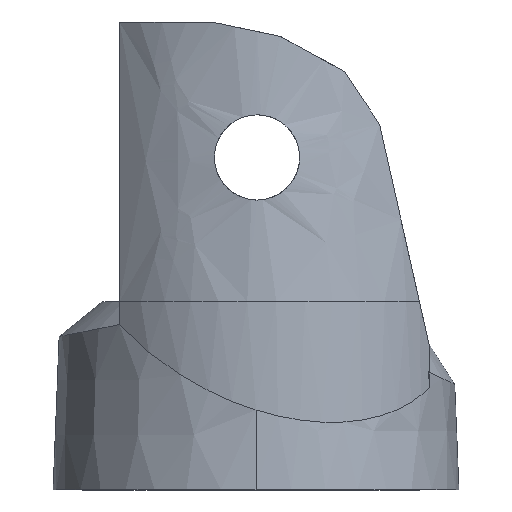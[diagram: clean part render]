
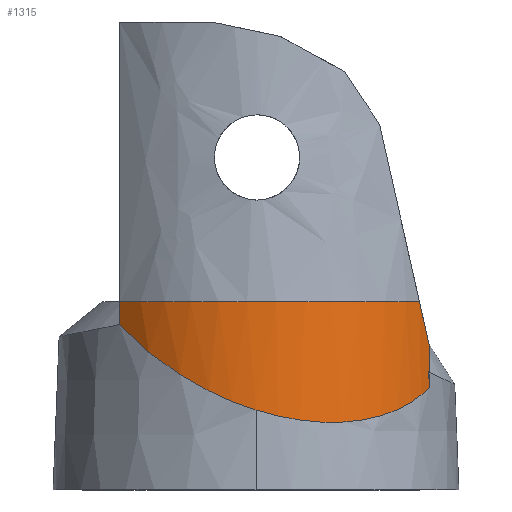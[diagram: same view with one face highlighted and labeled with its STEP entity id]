
A CAD part, left-side view. The second image highlights one B-rep face of the part: STEP entity #1315.
In plain terms, the highlighted cylindrical face has radius 7.17 mm (diameter 14.341 mm), a partial arc.
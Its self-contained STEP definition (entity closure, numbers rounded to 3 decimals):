
#10 = ORIENTED_EDGE ( 'NONE', *, *, #1265, .T. ) ;
#39 = CARTESIAN_POINT ( 'NONE',  ( 3.989, 29.832, 3.78 ) ) ;
#43 = VECTOR ( 'NONE', #313, 1000. ) ;
#61 = DIRECTION ( 'NONE',  ( -1., 0., 0. ) ) ;
#67 = AXIS2_PLACEMENT_3D ( 'NONE', #615, #353, #498 ) ;
#110 = ORIENTED_EDGE ( 'NONE', *, *, #1021, .T. ) ;
#152 = ORIENTED_EDGE ( 'NONE', *, *, #1254, .F. ) ;
#155 = CARTESIAN_POINT ( 'NONE',  ( 4.141, 30.27, 6.968 ) ) ;
#183 = B_SPLINE_CURVE_WITH_KNOTS ( 'NONE', 3,
 ( #478, #1307, #596, #717, #1181, #950, #1060, #707, #1438, #824, #799, #1321, #1303, #932, #1563, #332, #592, #1559 ),
 .UNSPECIFIED., .F., .F.,
 ( 4, 2, 2, 2, 2, 2, 2, 2, 4 ),
 ( 0.006, 0.007, 0.008, 0.009, 0.01, 0.011, 0.012, 0.013, 0.014 ),
 .UNSPECIFIED. ) ;
#188 = EDGE_CURVE ( 'NONE', #1282, #1134, #921, .T. ) ;
#208 = CARTESIAN_POINT ( 'NONE',  ( 10.86, 27.765, -0.002 ) ) ;
#228 = VERTEX_POINT ( 'NONE', #1562 ) ;
#269 = VERTEX_POINT ( 'NONE', #972 ) ;
#284 = ORIENTED_EDGE ( 'NONE', *, *, #743, .F. ) ;
#306 = CARTESIAN_POINT ( 'NONE',  ( 7.471, 21.446, -0.002 ) ) ;
#313 = DIRECTION ( 'NONE',  ( 0., 0., 1. ) ) ;
#332 = CARTESIAN_POINT ( 'NONE',  ( 6.944, 21.75, 3.507 ) ) ;
#347 = VERTEX_POINT ( 'NONE', #502 ) ;
#353 = DIRECTION ( 'NONE',  ( 0., 0., 1. ) ) ;
#359 = CARTESIAN_POINT ( 'NONE',  ( 6.86, 21.814, 6.968 ) ) ;
#378 = B_SPLINE_CURVE_WITH_KNOTS ( 'NONE', 3,
 ( #359, #620, #1102, #1583 ),
 .UNSPECIFIED., .F., .F.,
 ( 4, 4 ),
 ( 0.47, 1. ),
 .UNSPECIFIED. ) ;
#382 = CARTESIAN_POINT ( 'NONE',  ( 3.69, 27.853, 2.957 ) ) ;
#434 = CARTESIAN_POINT ( 'NONE',  ( 4.143, 30.287, 4.033 ) ) ;
#438 = EDGE_CURVE ( 'NONE', #1248, #871, #779, .T. ) ;
#450 = DIRECTION ( 'NONE',  ( 1., 0., 0. ) ) ;
#451 = EDGE_CURVE ( 'NONE', #269, #871, #1015, .T. ) ;
#468 = EDGE_LOOP ( 'NONE', ( #1343, #644, #811, #152, #284, #1262, #698, #110, #10 ) ) ;
#478 = CARTESIAN_POINT ( 'NONE',  ( 3.69, 27.853, 2.957 ) ) ;
#498 = DIRECTION ( 'NONE',  ( -1., 0., 0. ) ) ;
#502 = CARTESIAN_POINT ( 'NONE',  ( 5.858, 32.903, 6.116 ) ) ;
#574 = CARTESIAN_POINT ( 'NONE',  ( 3.693, 28.112, 3.038 ) ) ;
#580 = CARTESIAN_POINT ( 'NONE',  ( 7.471, 21.446, 5.329 ) ) ;
#583 = CARTESIAN_POINT ( 'NONE',  ( 6.86, 21.814, 6.968 ) ) ;
#592 = CARTESIAN_POINT ( 'NONE',  ( 7.207, 21.588, 3.652 ) ) ;
#596 = CARTESIAN_POINT ( 'NONE',  ( 3.703, 27.208, 2.771 ) ) ;
#615 = CARTESIAN_POINT ( 'NONE',  ( 10.86, 27.765, 6.968 ) ) ;
#616 = EDGE_CURVE ( 'NONE', #269, #920, #378, .T. ) ;
#620 = CARTESIAN_POINT ( 'NONE',  ( 6.637, 21.964, 6.968 ) ) ;
#644 = ORIENTED_EDGE ( 'NONE', *, *, #451, .F. ) ;
#676 = CARTESIAN_POINT ( 'NONE',  ( 4.521, 31.151, 4.578 ) ) ;
#698 = ORIENTED_EDGE ( 'NONE', *, *, #899, .F. ) ;
#707 = CARTESIAN_POINT ( 'NONE',  ( 4.396, 24.643, 2.504 ) ) ;
#710 = AXIS2_PLACEMENT_3D ( 'NONE', #1327, #1081, #61 ) ;
#717 = CARTESIAN_POINT ( 'NONE',  ( 3.784, 26.555, 2.633 ) ) ;
#743 = EDGE_CURVE ( 'NONE', #1134, #228, #1481, .T. ) ;
#774 = CYLINDRICAL_SURFACE ( 'NONE', #794, 7.17 ) ;
#777 = CIRCLE ( 'NONE', #710, 7.17 ) ;
#779 = LINE ( 'NONE', #306, #43 ) ;
#792 = CARTESIAN_POINT ( 'NONE',  ( 3.71, 28.371, 3.129 ) ) ;
#794 = AXIS2_PLACEMENT_3D ( 'NONE', #208, #1168, #450 ) ;
#799 = CARTESIAN_POINT ( 'NONE',  ( 5.089, 23.496, 2.667 ) ) ;
#800 = CARTESIAN_POINT ( 'NONE',  ( 4.749, 31.543, 4.868 ) ) ;
#811 = ORIENTED_EDGE ( 'NONE', *, *, #616, .T. ) ;
#824 = CARTESIAN_POINT ( 'NONE',  ( 4.899, 23.766, 2.609 ) ) ;
#837 = CARTESIAN_POINT ( 'NONE',  ( 5.858, 32.903, 6.968 ) ) ;
#871 = VERTEX_POINT ( 'NONE', #1141 ) ;
#899 = EDGE_CURVE ( 'NONE', #347, #1282, #1259, .T. ) ;
#908 = CARTESIAN_POINT ( 'NONE',  ( 3.771, 28.875, 3.327 ) ) ;
#915 = CARTESIAN_POINT ( 'NONE',  ( 3.923, 29.598, 3.66 ) ) ;
#920 = VERTEX_POINT ( 'NONE', #1396 ) ;
#921 = CIRCLE ( 'NONE', #67, 7.17 ) ;
#932 = CARTESIAN_POINT ( 'NONE',  ( 6.196, 22.31, 3.124 ) ) ;
#950 = CARTESIAN_POINT ( 'NONE',  ( 4.023, 25.576, 2.512 ) ) ;
#972 = CARTESIAN_POINT ( 'NONE',  ( 6.86, 21.814, 6.968 ) ) ;
#1015 =( BOUNDED_CURVE ( )  B_SPLINE_CURVE ( 3, ( #583, #1401, #1054, #580 ),
 .UNSPECIFIED., .F., .T. ) 
 B_SPLINE_CURVE_WITH_KNOTS ( ( 4, 4 ),
 ( 2.55, 2.649 ),
 .UNSPECIFIED. ) 
 CURVE ( )  GEOMETRIC_REPRESENTATION_ITEM ( )  RATIONAL_B_SPLINE_CURVE ( ( 1., 0.999, 0.999, 1. ) ) 
 REPRESENTATION_ITEM ( '' )  );
#1021 = EDGE_CURVE ( 'NONE', #347, #1498, #1233, .T. ) ;
#1054 = CARTESIAN_POINT ( 'NONE',  ( 7.261, 21.559, 5.83 ) ) ;
#1060 = CARTESIAN_POINT ( 'NONE',  ( 4.133, 25.261, 2.497 ) ) ;
#1081 = DIRECTION ( 'NONE',  ( 0., 0., 1. ) ) ;
#1102 = CARTESIAN_POINT ( 'NONE',  ( 6.423, 22.126, 6.968 ) ) ;
#1129 = CARTESIAN_POINT ( 'NONE',  ( 5.858, 32.903, -0.002 ) ) ;
#1134 = VERTEX_POINT ( 'NONE', #155 ) ;
#1141 = CARTESIAN_POINT ( 'NONE',  ( 7.471, 21.446, 5.329 ) ) ;
#1150 = CARTESIAN_POINT ( 'NONE',  ( 4.231, 30.51, 4.166 ) ) ;
#1168 = DIRECTION ( 'NONE',  ( 0., 0., 1. ) ) ;
#1181 = CARTESIAN_POINT ( 'NONE',  ( 3.849, 26.223, 2.58 ) ) ;
#1205 = DIRECTION ( 'NONE',  ( 0., 0., 1. ) ) ;
#1221 = CARTESIAN_POINT ( 'NONE',  ( 10.86, 27.765, 6.968 ) ) ;
#1233 = B_SPLINE_CURVE_WITH_KNOTS ( 'NONE', 3,
 ( #1263, #1511, #1289, #800, #676, #1150, #434, #39, #915, #1402, #908, #792, #574, #1409 ),
 .UNSPECIFIED., .F., .F.,
 ( 4, 2, 2, 2, 2, 2, 4 ),
 ( 0., 0.002, 0.003, 0.004, 0.005, 0.006, 0.006 ),
 .UNSPECIFIED. ) ;
#1248 = VERTEX_POINT ( 'NONE', #1389 ) ;
#1254 = EDGE_CURVE ( 'NONE', #228, #920, #777, .T. ) ;
#1259 = LINE ( 'NONE', #1129, #1435 ) ;
#1262 = ORIENTED_EDGE ( 'NONE', *, *, #188, .F. ) ;
#1263 = CARTESIAN_POINT ( 'NONE',  ( 5.858, 32.903, 6.116 ) ) ;
#1265 = EDGE_CURVE ( 'NONE', #1498, #1248, #183, .T. ) ;
#1271 = DIRECTION ( 'NONE',  ( 0., 0., 1. ) ) ;
#1282 = VERTEX_POINT ( 'NONE', #837 ) ;
#1289 = CARTESIAN_POINT ( 'NONE',  ( 5.261, 32.267, 5.473 ) ) ;
#1303 = CARTESIAN_POINT ( 'NONE',  ( 5.728, 22.747, 2.911 ) ) ;
#1307 = CARTESIAN_POINT ( 'NONE',  ( 3.686, 27.532, 2.856 ) ) ;
#1315 = ADVANCED_FACE ( 'NONE', ( #1330 ), #774, .T. ) ;
#1321 = CARTESIAN_POINT ( 'NONE',  ( 5.503, 22.987, 2.818 ) ) ;
#1327 = CARTESIAN_POINT ( 'NONE',  ( 10.86, 27.765, 6.968 ) ) ;
#1330 = FACE_OUTER_BOUND ( 'NONE', #468, .T. ) ;
#1343 = ORIENTED_EDGE ( 'NONE', *, *, #438, .T. ) ;
#1380 = AXIS2_PLACEMENT_3D ( 'NONE', #1221, #1205, #1468 ) ;
#1389 = CARTESIAN_POINT ( 'NONE',  ( 7.471, 21.446, 3.805 ) ) ;
#1396 = CARTESIAN_POINT ( 'NONE',  ( 6.218, 22.3, 6.968 ) ) ;
#1401 = CARTESIAN_POINT ( 'NONE',  ( 7.057, 21.681, 6.377 ) ) ;
#1402 = CARTESIAN_POINT ( 'NONE',  ( 3.814, 29.12, 3.434 ) ) ;
#1409 = CARTESIAN_POINT ( 'NONE',  ( 3.69, 27.853, 2.957 ) ) ;
#1435 = VECTOR ( 'NONE', #1271, 1000. ) ;
#1438 = CARTESIAN_POINT ( 'NONE',  ( 4.552, 24.339, 2.527 ) ) ;
#1468 = DIRECTION ( 'NONE',  ( -1., 0., 0. ) ) ;
#1481 = CIRCLE ( 'NONE', #1380, 7.17 ) ;
#1498 = VERTEX_POINT ( 'NONE', #382 ) ;
#1511 = CARTESIAN_POINT ( 'NONE',  ( 5.546, 32.6, 5.788 ) ) ;
#1559 = CARTESIAN_POINT ( 'NONE',  ( 7.471, 21.446, 3.805 ) ) ;
#1562 = CARTESIAN_POINT ( 'NONE',  ( 4.233, 25.025, 6.968 ) ) ;
#1563 = CARTESIAN_POINT ( 'NONE',  ( 6.439, 22.111, 3.243 ) ) ;
#1583 = CARTESIAN_POINT ( 'NONE',  ( 6.218, 22.3, 6.968 ) ) ;
